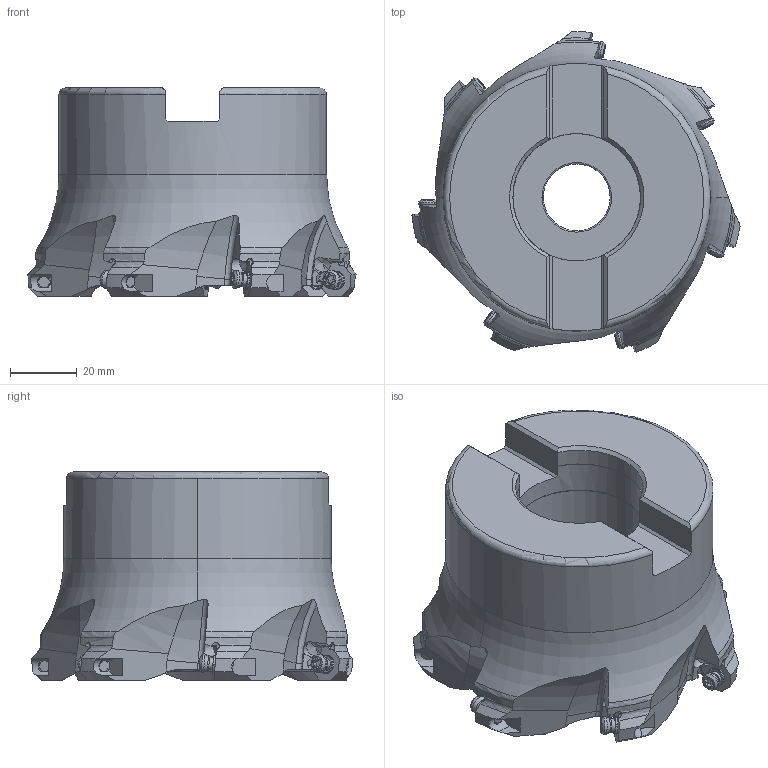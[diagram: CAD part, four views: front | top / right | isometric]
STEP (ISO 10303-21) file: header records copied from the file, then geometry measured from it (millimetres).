
FILE_DESCRIPTION(/* description */ (''),/* implementation_level */ '2;1');
FILE_NAME(/* name */ 'BRP6UPR0407E.stp',/* time_stamp */ '2019-03-25T17:35:16+09:00',/* author */ (''),/* organization */ (''),/* preprocessor_version */ 'ST-DEVELOPER v16',/* originating_system */ 'SIEMENS PLM Software NX 10.0',/* authorisation */ '');
FILE_SCHEMA (('AUTOMOTIVE_DESIGN { 1 0 10303 214 3 1 1 1 }'));
Length unit declared in the file: millimetre
Products named in the file (1): BRP6UPR0407E_ASM
Bounding box: 98.07 x 95.81 x 62.27 mm (x, y, z)
Volume: 256585.5 mm3; surface area: 36141.7 mm2
Topology: 8 solids, 8 shells, 595 faces, 1831 edges, 1239 vertices
Faces by surface type: cylinder 243, cone 127, plane 119, torus 92, sphere 14
Entity records: 26521 total; most frequent: CARTESIAN_POINT 10204, ORIENTED_EDGE 3606, DIRECTION 3316, EDGE_CURVE 1803, AXIS2_PLACEMENT_3D 1445, VERTEX_POINT 1239, CIRCLE 720, EDGE_LOOP 626
